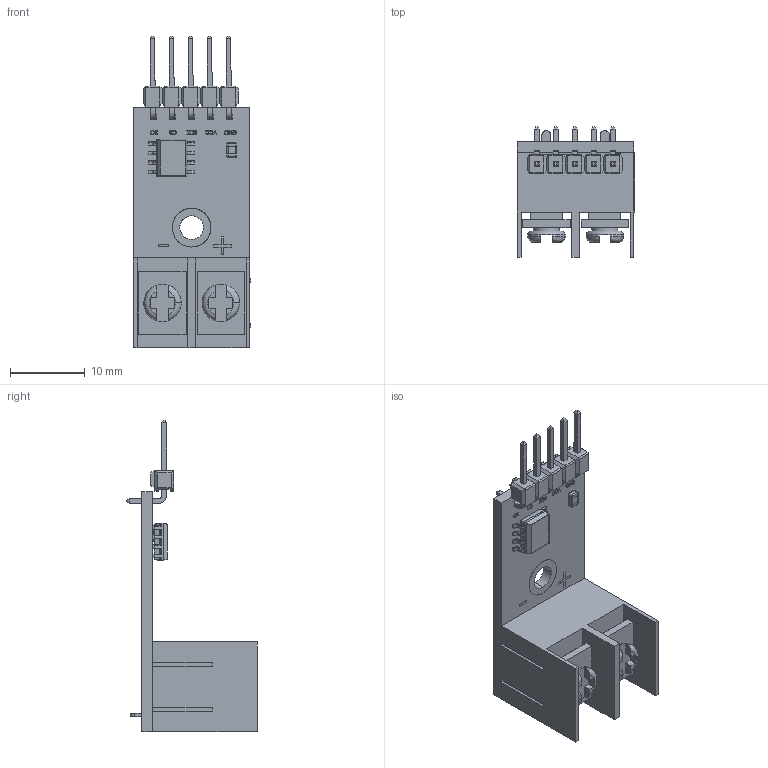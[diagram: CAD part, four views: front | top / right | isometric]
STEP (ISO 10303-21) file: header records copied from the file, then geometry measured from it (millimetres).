
FILE_DESCRIPTION(/* description */ (''),/* implementation_level */ '2;1');
FILE_NAME(/* name */ 'MAX6675 K type thermokoppel PCBA, header angle top v2',/* time_stamp */ '2022-06-11T16:28:16+02:00',/* author */ (''),/* organization */ (''),/* preprocessor_version */ 'ST-DEVELOPER v16.5',/* originating_system */ '',/* authorisation */ '');
FILE_SCHEMA (('AUTOMOTIVE_DESIGN'));
Length unit declared in the file: millimetre
Products named in the file (1): Document
Bounding box: 15.7 x 17.45 x 41.63 mm (x, y, z)
Volume: 140.7 mm3; surface area: 3290.2 mm2
Topology: 20 solids, 331 shells, 1016 faces, 3178 edges, 2512 vertices
Faces by surface type: bspline 510, plane 506
Entity records: 51338 total; most frequent: CARTESIAN_POINT 29872, ORIENTED_EDGE 4741, EDGE_CURVE 3163, B_SPLINE_CURVE_WITH_KNOTS 2524, VERTEX_POINT 2503, EDGE_LOOP 1070, ADVANCED_FACE 1016, FACE_OUTER_BOUND 1016
